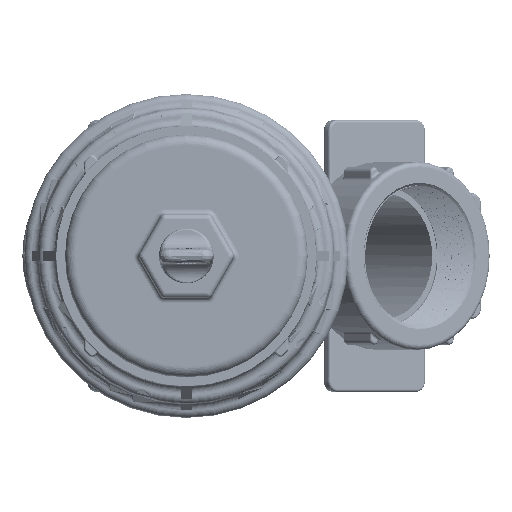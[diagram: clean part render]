
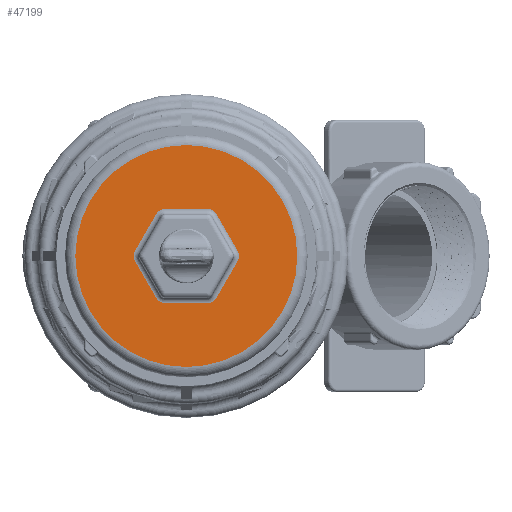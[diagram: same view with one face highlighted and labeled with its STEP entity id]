
A CAD part, front view. The second image highlights one B-rep face of the part: STEP entity #47199.
In plain terms, the highlighted face is planar.
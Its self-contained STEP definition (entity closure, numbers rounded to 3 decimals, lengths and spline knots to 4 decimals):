
#1006=FACE_BOUND('',#6455,.T.);
#2753=PLANE('',#50608);
#4165=FACE_OUTER_BOUND('',#6454,.T.);
#6454=EDGE_LOOP('',(#36169));
#6455=EDGE_LOOP('',(#36170,#36171,#36172,#36173,#36174,#36175,#36176,#36177,
#36178,#36179,#36180,#36181));
#9554=CIRCLE('',#50575,0.25);
#9558=CIRCLE('',#50581,0.25);
#9562=CIRCLE('',#50587,0.25);
#9565=CIRCLE('',#50592,0.25);
#9568=CIRCLE('',#50597,0.25);
#9571=CIRCLE('',#50602,0.25);
#9572=CIRCLE('',#50609,2.655);
#14593=LINE('',#86356,#16833);
#14594=LINE('',#86367,#16834);
#14596=LINE('',#86378,#16836);
#14598=LINE('',#86387,#16838);
#14599=LINE('',#86395,#16839);
#14600=LINE('',#86403,#16840);
#16833=VECTOR('',#57187,0.3937);
#16834=VECTOR('',#57200,0.3937);
#16836=VECTOR('',#57214,0.3937);
#16838=VECTOR('',#57226,0.3937);
#16839=VECTOR('',#57237,0.3937);
#16840=VECTOR('',#57248,0.3937);
#19761=VERTEX_POINT('',#86349);
#19764=VERTEX_POINT('',#86354);
#19766=VERTEX_POINT('',#86359);
#19768=VERTEX_POINT('',#86365);
#19770=VERTEX_POINT('',#86371);
#19771=VERTEX_POINT('',#86376);
#19772=VERTEX_POINT('',#86381);
#19773=VERTEX_POINT('',#86385);
#19774=VERTEX_POINT('',#86389);
#19775=VERTEX_POINT('',#86393);
#19776=VERTEX_POINT('',#86397);
#19777=VERTEX_POINT('',#86401);
#19778=VERTEX_POINT('',#86418);
#25972=EDGE_CURVE('',#19764,#19761,#14593,.T.);
#25974=EDGE_CURVE('',#19766,#19764,#9554,.T.);
#25977=EDGE_CURVE('',#19768,#19766,#14594,.T.);
#25980=EDGE_CURVE('',#19770,#19768,#9558,.T.);
#25983=EDGE_CURVE('',#19771,#19770,#14596,.T.);
#25986=EDGE_CURVE('',#19772,#19771,#9562,.T.);
#25988=EDGE_CURVE('',#19773,#19772,#14598,.T.);
#25990=EDGE_CURVE('',#19774,#19773,#9565,.T.);
#25992=EDGE_CURVE('',#19775,#19774,#14599,.T.);
#25994=EDGE_CURVE('',#19776,#19775,#9568,.T.);
#25996=EDGE_CURVE('',#19777,#19776,#14600,.T.);
#25998=EDGE_CURVE('',#19761,#19777,#9571,.T.);
#26004=EDGE_CURVE('',#19778,#19778,#9572,.T.);
#36169=ORIENTED_EDGE('',*,*,#26004,.T.);
#36170=ORIENTED_EDGE('',*,*,#25972,.F.);
#36171=ORIENTED_EDGE('',*,*,#25974,.F.);
#36172=ORIENTED_EDGE('',*,*,#25977,.F.);
#36173=ORIENTED_EDGE('',*,*,#25980,.F.);
#36174=ORIENTED_EDGE('',*,*,#25983,.F.);
#36175=ORIENTED_EDGE('',*,*,#25986,.F.);
#36176=ORIENTED_EDGE('',*,*,#25988,.F.);
#36177=ORIENTED_EDGE('',*,*,#25990,.F.);
#36178=ORIENTED_EDGE('',*,*,#25992,.F.);
#36179=ORIENTED_EDGE('',*,*,#25994,.F.);
#36180=ORIENTED_EDGE('',*,*,#25996,.F.);
#36181=ORIENTED_EDGE('',*,*,#25998,.F.);
#47199=ADVANCED_FACE('',(#4165,#1006),#2753,.T.);
#50575=AXIS2_PLACEMENT_3D('',#86361,#57192,#57193);
#50581=AXIS2_PLACEMENT_3D('',#86373,#57206,#57207);
#50587=AXIS2_PLACEMENT_3D('',#86383,#57220,#57221);
#50592=AXIS2_PLACEMENT_3D('',#86391,#57231,#57232);
#50597=AXIS2_PLACEMENT_3D('',#86399,#57242,#57243);
#50602=AXIS2_PLACEMENT_3D('',#86406,#57253,#57254);
#50608=AXIS2_PLACEMENT_3D('',#86417,#57270,#57271);
#50609=AXIS2_PLACEMENT_3D('',#86419,#57272,#57273);
#57187=DIRECTION('',(-1.,0.,0.));
#57192=DIRECTION('center_axis',(0.,1.,0.));
#57193=DIRECTION('ref_axis',(0.5,0.,-0.866));
#57200=DIRECTION('',(-0.5,0.,-0.866));
#57206=DIRECTION('center_axis',(0.,1.,0.));
#57207=DIRECTION('ref_axis',(1.,0.,0.));
#57214=DIRECTION('',(0.5,0.,-0.866));
#57220=DIRECTION('center_axis',(0.,1.,0.));
#57221=DIRECTION('ref_axis',(0.5,0.,0.866));
#57226=DIRECTION('',(1.,0.,0.));
#57231=DIRECTION('center_axis',(0.,1.,0.));
#57232=DIRECTION('ref_axis',(-0.5,0.,0.866));
#57237=DIRECTION('',(0.5,0.,0.866));
#57242=DIRECTION('center_axis',(0.,1.,0.));
#57243=DIRECTION('ref_axis',(-1.,0.,0.));
#57248=DIRECTION('',(-0.5,0.,0.866));
#57253=DIRECTION('center_axis',(0.,1.,0.));
#57254=DIRECTION('ref_axis',(-0.5,0.,-0.866));
#57270=DIRECTION('center_axis',(0.,1.,0.));
#57271=DIRECTION('ref_axis',(0.,0.,1.));
#57272=DIRECTION('center_axis',(0.,1.,0.));
#57273=DIRECTION('ref_axis',(-1.,0.,0.));
#86349=CARTESIAN_POINT('',(-0.5052,0.,-1.125));
#86354=CARTESIAN_POINT('',(0.5052,0.,-1.125));
#86356=CARTESIAN_POINT('',(-0.9524,0.,-1.125));
#86359=CARTESIAN_POINT('',(0.7217,0.,-1.));
#86361=CARTESIAN_POINT('Origin',(0.5052,0.,
-0.875));
#86365=CARTESIAN_POINT('',(1.2269,0.,-0.125));
#86367=CARTESIAN_POINT('',(0.664,0.,-1.0999));
#86371=CARTESIAN_POINT('',(1.2269,0.,0.125));
#86373=CARTESIAN_POINT('Origin',(1.0104,0.,
0.));
#86376=CARTESIAN_POINT('',(0.7217,0.,1.));
#86378=CARTESIAN_POINT('',(0.9527,0.,0.5999));
#86381=CARTESIAN_POINT('',(0.5052,0.,1.125));
#86383=CARTESIAN_POINT('Origin',(0.5052,0.,
0.875));
#86385=CARTESIAN_POINT('',(-0.5052,0.,1.125));
#86387=CARTESIAN_POINT('',(-0.3751,0.,1.125));
#86389=CARTESIAN_POINT('',(-0.7217,0.,1.));
#86391=CARTESIAN_POINT('Origin',(-0.5052,0.,
0.875));
#86393=CARTESIAN_POINT('',(-1.2269,0.,0.125));
#86395=CARTESIAN_POINT('',(-0.9959,0.,0.5251));
#86397=CARTESIAN_POINT('',(-1.2269,0.,-0.125));
#86399=CARTESIAN_POINT('Origin',(-1.0104,0.,
0.));
#86401=CARTESIAN_POINT('',(-0.7217,0.,-1.));
#86403=CARTESIAN_POINT('',(-1.2846,0.,-0.0251));
#86406=CARTESIAN_POINT('Origin',(-0.5052,0.,
-0.875));
#86417=CARTESIAN_POINT('Origin',(-1.3275,0.,0.));
#86418=CARTESIAN_POINT('',(0.,0.,-2.655));
#86419=CARTESIAN_POINT('Origin',(0.,0.,0.));
